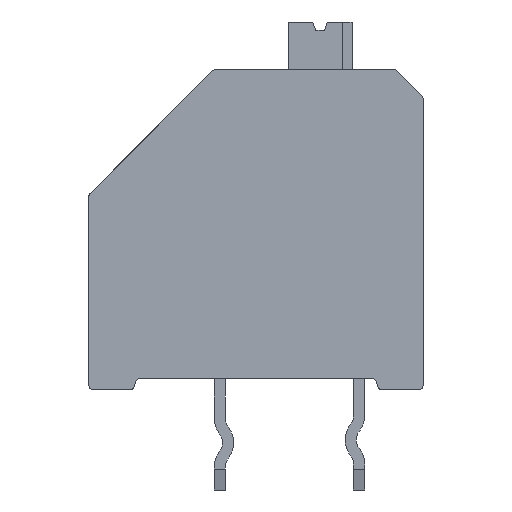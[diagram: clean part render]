
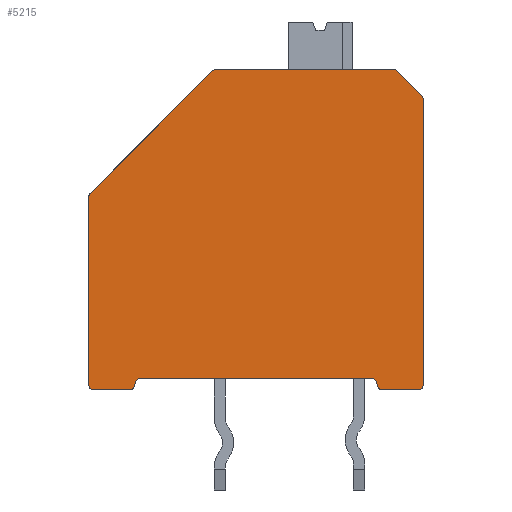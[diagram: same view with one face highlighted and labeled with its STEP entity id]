
A CAD part, front view. The second image highlights one B-rep face of the part: STEP entity #5215.
In plain terms, the highlighted planar face has unit normal (0, -1, 0).
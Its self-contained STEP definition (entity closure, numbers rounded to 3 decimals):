
#175=CIRCLE('',#5407,0.17);
#176=CIRCLE('',#5409,0.17);
#177=CIRCLE('',#5412,0.17);
#178=CIRCLE('',#5415,0.17);
#179=CIRCLE('',#5417,0.17);
#182=CIRCLE('',#5423,0.17);
#195=CIRCLE('',#5461,0.17);
#196=CIRCLE('',#5469,0.17);
#199=CIRCLE('',#5475,0.17);
#204=CIRCLE('',#5492,0.17);
#595=ORIENTED_EDGE('',*,*,#1468,.F.);
#596=ORIENTED_EDGE('',*,*,#1480,.T.);
#597=ORIENTED_EDGE('',*,*,#1500,.T.);
#598=ORIENTED_EDGE('',*,*,#1488,.F.);
#599=ORIENTED_EDGE('',*,*,#1577,.T.);
#600=ORIENTED_EDGE('',*,*,#1580,.F.);
#601=ORIENTED_EDGE('',*,*,#1579,.T.);
#602=ORIENTED_EDGE('',*,*,#1484,.T.);
#603=ORIENTED_EDGE('',*,*,#1477,.F.);
#604=ORIENTED_EDGE('',*,*,#1562,.T.);
#605=ORIENTED_EDGE('',*,*,#1563,.T.);
#606=ORIENTED_EDGE('',*,*,#1471,.T.);
#607=ORIENTED_EDGE('',*,*,#1489,.F.);
#608=ORIENTED_EDGE('',*,*,#1474,.T.);
#609=ORIENTED_EDGE('',*,*,#1603,.F.);
#610=ORIENTED_EDGE('',*,*,#1608,.T.);
#611=ORIENTED_EDGE('',*,*,#1565,.F.);
#612=ORIENTED_EDGE('',*,*,#1585,.T.);
#613=ORIENTED_EDGE('',*,*,#1538,.T.);
#614=ORIENTED_EDGE('',*,*,#1494,.T.);
#1468=EDGE_CURVE('',#2025,#2026,#2387,.T.);
#1471=EDGE_CURVE('',#2028,#2027,#175,.T.);
#1474=EDGE_CURVE('',#2030,#2029,#176,.T.);
#1477=EDGE_CURVE('',#2031,#2032,#2394,.T.);
#1480=EDGE_CURVE('',#2025,#2033,#177,.T.);
#1484=EDGE_CURVE('',#2036,#2032,#178,.T.);
#1488=EDGE_CURVE('',#2038,#2037,#179,.T.);
#1489=EDGE_CURVE('',#2030,#2027,#2403,.T.);
#1494=EDGE_CURVE('',#2043,#2026,#182,.T.);
#1500=EDGE_CURVE('',#2033,#2037,#2409,.T.);
#1538=EDGE_CURVE('',#2076,#2043,#2440,.T.);
#1562=EDGE_CURVE('',#2031,#2092,#195,.T.);
#1563=EDGE_CURVE('',#2092,#2028,#2453,.T.);
#1565=EDGE_CURVE('',#2093,#2094,#2455,.T.);
#1577=EDGE_CURVE('',#2038,#2100,#2467,.T.);
#1579=EDGE_CURVE('',#2101,#2036,#2469,.T.);
#1580=EDGE_CURVE('',#2101,#2100,#196,.T.);
#1585=EDGE_CURVE('',#2093,#2076,#199,.T.);
#1603=EDGE_CURVE('',#2109,#2029,#2483,.T.);
#1608=EDGE_CURVE('',#2109,#2094,#204,.T.);
#2025=VERTEX_POINT('',#7020);
#2026=VERTEX_POINT('',#7022);
#2027=VERTEX_POINT('',#7026);
#2028=VERTEX_POINT('',#7028);
#2029=VERTEX_POINT('',#7032);
#2030=VERTEX_POINT('',#7034);
#2031=VERTEX_POINT('',#7038);
#2032=VERTEX_POINT('',#7040);
#2033=VERTEX_POINT('',#7044);
#2036=VERTEX_POINT('',#7054);
#2037=VERTEX_POINT('',#7058);
#2038=VERTEX_POINT('',#7060);
#2043=VERTEX_POINT('',#7075);
#2076=VERTEX_POINT('',#7165);
#2092=VERTEX_POINT('',#7234);
#2093=VERTEX_POINT('',#7240);
#2094=VERTEX_POINT('',#7242);
#2100=VERTEX_POINT('',#7262);
#2101=VERTEX_POINT('',#7266);
#2109=VERTEX_POINT('',#7311);
#2387=LINE('',#7021,#2761);
#2394=LINE('',#7039,#2768);
#2403=LINE('',#7063,#2777);
#2409=LINE('',#7087,#2783);
#2440=LINE('',#7164,#2814);
#2453=LINE('',#7237,#2827);
#2455=LINE('',#7241,#2829);
#2467=LINE('',#7263,#2841);
#2469=LINE('',#7267,#2843);
#2483=LINE('',#7312,#2857);
#2761=VECTOR('',#5838,1000.);
#2768=VECTOR('',#5855,1000.);
#2777=VECTOR('',#5880,1000.);
#2783=VECTOR('',#5904,1000.);
#2814=VECTOR('',#5971,1000.);
#2827=VECTOR('',#6018,1000.);
#2829=VECTOR('',#6022,1000.);
#2841=VECTOR('',#6040,1000.);
#2843=VECTOR('',#6044,1000.);
#2857=VECTOR('',#6104,1000.);
#3171=EDGE_LOOP('',(#595,#596,#597,#598,#599,#600,#601,#602,#603,#604,#605,
#606,#607,#608,#609,#610,#611,#612,#613,#614));
#3395=FACE_BOUND('',#3171,.T.);
#3597=PLANE('',#5491);
#5215=ADVANCED_FACE('',(#3395),#3597,.T.);
#5407=AXIS2_PLACEMENT_3D('',#7027,#5843,#5844);
#5409=AXIS2_PLACEMENT_3D('',#7033,#5849,#5850);
#5412=AXIS2_PLACEMENT_3D('',#7045,#5860,#5861);
#5415=AXIS2_PLACEMENT_3D('',#7053,#5869,#5870);
#5417=AXIS2_PLACEMENT_3D('',#7061,#5876,#5877);
#5423=AXIS2_PLACEMENT_3D('',#7074,#5891,#5892);
#5461=AXIS2_PLACEMENT_3D('',#7235,#6014,#6015);
#5469=AXIS2_PLACEMENT_3D('',#7269,#6047,#6048);
#5475=AXIS2_PLACEMENT_3D('',#7277,#6061,#6062);
#5491=AXIS2_PLACEMENT_3D('',#7319,#6109,#6110);
#5492=AXIS2_PLACEMENT_3D('',#7320,#6111,#6112);
#5838=DIRECTION('',(-1.,0.,0.));
#5843=DIRECTION('',(0.,-1.,0.));
#5844=DIRECTION('',(0.,0.,-1.));
#5849=DIRECTION('',(0.,-1.,0.));
#5850=DIRECTION('',(0.,0.,-1.));
#5855=DIRECTION('',(-1.,0.,0.));
#5860=DIRECTION('',(0.,-1.,0.));
#5861=DIRECTION('',(0.,0.,-1.));
#5869=DIRECTION('',(0.,-1.,0.));
#5870=DIRECTION('',(0.,0.,-1.));
#5876=DIRECTION('',(0.,-1.,0.));
#5877=DIRECTION('',(0.,0.,-1.));
#5880=DIRECTION('',(0.707,0.,-0.707));
#5891=DIRECTION('',(0.,-1.,0.));
#5892=DIRECTION('',(0.,0.,-1.));
#5904=DIRECTION('',(0.259,0.,0.966));
#5971=DIRECTION('',(0.,0.,-1.));
#6014=DIRECTION('',(0.,-1.,0.));
#6015=DIRECTION('',(0.,0.,-1.));
#6018=DIRECTION('',(0.,0.,1.));
#6022=DIRECTION('',(0.707,0.,0.707));
#6040=DIRECTION('',(1.,0.,0.));
#6044=DIRECTION('',(0.259,0.,-0.966));
#6047=DIRECTION('',(0.,-1.,0.));
#6048=DIRECTION('',(0.,0.,-1.));
#6061=DIRECTION('',(0.,-1.,0.));
#6062=DIRECTION('',(0.,0.,-1.));
#6104=DIRECTION('',(1.,0.,0.));
#6109=DIRECTION('',(0.,-1.,0.));
#6110=DIRECTION('',(0.,0.,-1.));
#6111=DIRECTION('',(0.,-1.,0.));
#6112=DIRECTION('',(0.,0.,-1.));
#7020=CARTESIAN_POINT('',(1.47,-5.31,-0.17));
#7021=CARTESIAN_POINT('',(6.,-5.31,-0.17));
#7022=CARTESIAN_POINT('',(0.17,-5.31,-0.17));
#7026=CARTESIAN_POINT('',(11.95,-5.31,10.38));
#7027=CARTESIAN_POINT('',(11.83,-5.31,10.26));
#7028=CARTESIAN_POINT('',(12.,-5.31,10.26));
#7032=CARTESIAN_POINT('',(10.93,-5.31,11.33));
#7033=CARTESIAN_POINT('',(10.93,-5.31,11.16));
#7034=CARTESIAN_POINT('',(11.05,-5.31,11.28));
#7038=CARTESIAN_POINT('',(11.83,-5.31,-0.17));
#7039=CARTESIAN_POINT('',(6.,-5.31,-0.17));
#7040=CARTESIAN_POINT('',(10.53,-5.31,-0.17));
#7044=CARTESIAN_POINT('',(1.634,-5.31,-0.044));
#7045=CARTESIAN_POINT('',(1.47,-5.31,0.));
#7053=CARTESIAN_POINT('',(10.53,-5.31,0.));
#7054=CARTESIAN_POINT('',(10.366,-5.31,-0.044));
#7058=CARTESIAN_POINT('',(1.673,-5.31,0.104));
#7060=CARTESIAN_POINT('',(1.838,-5.31,0.23));
#7061=CARTESIAN_POINT('',(1.838,-5.31,0.06));
#7063=CARTESIAN_POINT('',(11.5,-5.31,10.83));
#7074=CARTESIAN_POINT('',(0.17,-5.31,0.));
#7075=CARTESIAN_POINT('',(0.,-5.31,0.));
#7087=CARTESIAN_POINT('',(1.707,-5.31,0.23));
#7164=CARTESIAN_POINT('',(0.,-5.31,13.03));
#7165=CARTESIAN_POINT('',(0.,-5.31,6.76));
#7234=CARTESIAN_POINT('',(12.,-5.31,0.));
#7235=CARTESIAN_POINT('',(11.83,-5.31,0.));
#7237=CARTESIAN_POINT('',(12.,-5.31,-3.77));
#7240=CARTESIAN_POINT('',(0.05,-5.31,6.88));
#7241=CARTESIAN_POINT('',(1.847,-5.31,8.677));
#7242=CARTESIAN_POINT('',(4.45,-5.31,11.28));
#7262=CARTESIAN_POINT('',(10.162,-5.31,0.23));
#7263=CARTESIAN_POINT('',(10.493,-5.31,0.23));
#7266=CARTESIAN_POINT('',(10.327,-5.31,0.104));
#7267=CARTESIAN_POINT('',(10.774,-5.31,-1.566));
#7269=CARTESIAN_POINT('',(10.162,-5.31,0.06));
#7277=CARTESIAN_POINT('',(0.17,-5.31,6.76));
#7311=CARTESIAN_POINT('',(4.57,-5.31,11.33));
#7312=CARTESIAN_POINT('',(4.5,-5.31,11.33));
#7319=CARTESIAN_POINT('',(0.,-5.31,0.));
#7320=CARTESIAN_POINT('',(4.57,-5.31,11.16));
